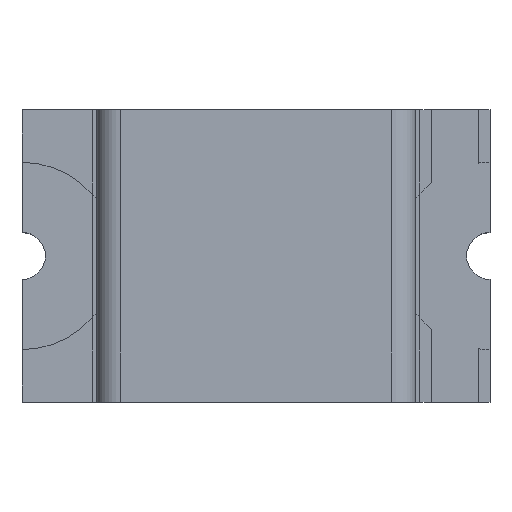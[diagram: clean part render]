
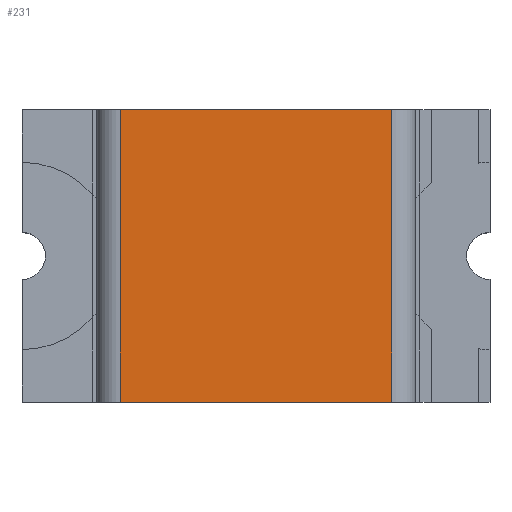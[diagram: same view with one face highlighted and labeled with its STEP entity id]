
A CAD part, top view. The second image highlights one B-rep face of the part: STEP entity #231.
In plain terms, the highlighted planar face has unit normal (0, 0, 1).
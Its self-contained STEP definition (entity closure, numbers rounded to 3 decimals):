
#35 = VERTEX_POINT('',#36);
#36 = CARTESIAN_POINT('',(-0.58,0.625,0.81));
#52 = VERTEX_POINT('',#53);
#53 = CARTESIAN_POINT('',(-0.58,-0.625,0.81));
#60 = EDGE_CURVE('',#35,#52,#61,.T.);
#61 = LINE('',#62,#63);
#62 = CARTESIAN_POINT('',(-0.58,-0.625,0.81));
#63 = VECTOR('',#64,1.);
#64 = DIRECTION('',(0.,-1.,0.));
#74 = EDGE_CURVE('',#75,#35,#77,.T.);
#75 = VERTEX_POINT('',#76);
#76 = CARTESIAN_POINT('',(0.58,0.625,0.81));
#77 = LINE('',#78,#79);
#78 = CARTESIAN_POINT('',(-0.68,0.625,0.81));
#79 = VECTOR('',#80,1.);
#80 = DIRECTION('',(-1.,0.,0.));
#212 = EDGE_CURVE('',#52,#213,#215,.T.);
#213 = VERTEX_POINT('',#214);
#214 = CARTESIAN_POINT('',(0.58,-0.625,0.81));
#215 = LINE('',#216,#217);
#216 = CARTESIAN_POINT('',(-0.68,-0.625,0.81));
#217 = VECTOR('',#218,1.);
#218 = DIRECTION('',(1.,0.,0.));
#231 = ADVANCED_FACE('',(#232),#243,.T.);
#232 = FACE_BOUND('',#233,.T.);
#233 = EDGE_LOOP('',(#234,#235,#241,#242));
#234 = ORIENTED_EDGE('',*,*,#212,.T.);
#235 = ORIENTED_EDGE('',*,*,#236,.T.);
#236 = EDGE_CURVE('',#213,#75,#237,.T.);
#237 = LINE('',#238,#239);
#238 = CARTESIAN_POINT('',(0.58,0.625,0.81));
#239 = VECTOR('',#240,1.);
#240 = DIRECTION('',(0.,1.,0.));
#241 = ORIENTED_EDGE('',*,*,#74,.T.);
#242 = ORIENTED_EDGE('',*,*,#60,.T.);
#243 = PLANE('',#244);
#244 = AXIS2_PLACEMENT_3D('',#245,#246,#247);
#245 = CARTESIAN_POINT('',(0.,0.,0.81)
  );
#246 = DIRECTION('',(0.,0.,1.));
#247 = DIRECTION('',(0.,-1.,0.));
